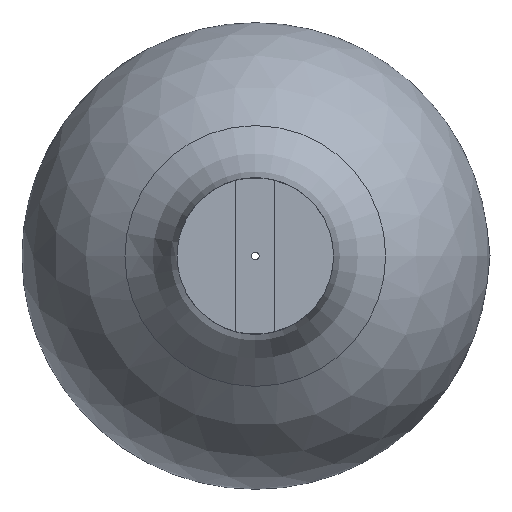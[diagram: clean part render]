
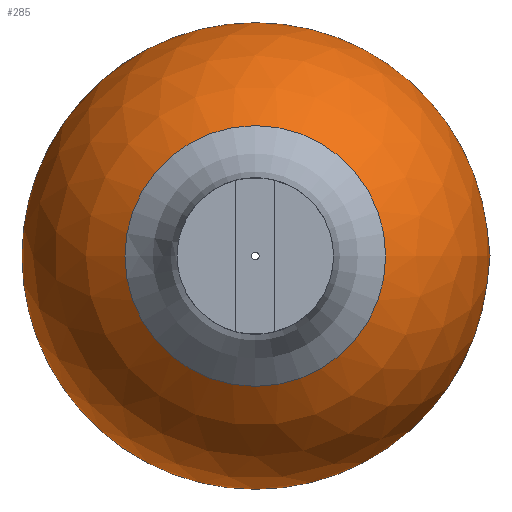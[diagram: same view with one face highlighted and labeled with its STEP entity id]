
A CAD part, front view. The second image highlights one B-rep face of the part: STEP entity #285.
In plain terms, the highlighted spherical face has radius 30 mm.
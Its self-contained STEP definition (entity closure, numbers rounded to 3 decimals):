
#15=SPHERICAL_SURFACE('',#325,30.);
#70=FACE_OUTER_BOUND('',#90,.T.);
#90=EDGE_LOOP('',(#250,#251,#252,#253,#254,#255));
#104=CIRCLE('',#322,16.667);
#105=CIRCLE('',#323,16.667);
#107=CIRCLE('',#326,16.667);
#108=CIRCLE('',#327,30.);
#109=CIRCLE('',#328,16.667);
#145=VERTEX_POINT('',#826);
#146=VERTEX_POINT('',#827);
#147=VERTEX_POINT('',#832);
#148=VERTEX_POINT('',#833);
#181=EDGE_CURVE('',#145,#146,#104,.T.);
#182=EDGE_CURVE('',#146,#145,#105,.T.);
#184=EDGE_CURVE('',#147,#148,#107,.T.);
#185=EDGE_CURVE('',#147,#145,#108,.T.);
#186=EDGE_CURVE('',#148,#147,#109,.T.);
#250=ORIENTED_EDGE('',*,*,#184,.F.);
#251=ORIENTED_EDGE('',*,*,#185,.T.);
#252=ORIENTED_EDGE('',*,*,#181,.T.);
#253=ORIENTED_EDGE('',*,*,#182,.T.);
#254=ORIENTED_EDGE('',*,*,#185,.F.);
#255=ORIENTED_EDGE('',*,*,#186,.F.);
#285=ADVANCED_FACE('',(#70),#15,.T.);
#322=AXIS2_PLACEMENT_3D('',#828,#384,#385);
#323=AXIS2_PLACEMENT_3D('',#829,#386,#387);
#325=AXIS2_PLACEMENT_3D('',#831,#390,#391);
#326=AXIS2_PLACEMENT_3D('',#834,#392,#393);
#327=AXIS2_PLACEMENT_3D('',#835,#394,#395);
#328=AXIS2_PLACEMENT_3D('',#836,#396,#397);
#384=DIRECTION('center_axis',(0.,-1.,0.));
#385=DIRECTION('ref_axis',(1.,0.,0.));
#386=DIRECTION('center_axis',(0.,-1.,0.));
#387=DIRECTION('ref_axis',(1.,0.,0.));
#390=DIRECTION('center_axis',(0.,-1.,0.));
#391=DIRECTION('ref_axis',(-1.,0.,0.));
#392=DIRECTION('center_axis',(0.,-1.,0.));
#393=DIRECTION('ref_axis',(1.,0.,0.));
#394=DIRECTION('center_axis',(0.,0.,
1.));
#395=DIRECTION('ref_axis',(1.,0.,0.));
#396=DIRECTION('center_axis',(0.,-1.,0.));
#397=DIRECTION('ref_axis',(1.,0.,0.));
#826=CARTESIAN_POINT('',(16.667,24.944,0.));
#827=CARTESIAN_POINT('',(-16.667,24.944,0.));
#828=CARTESIAN_POINT('Origin',(0.,24.944,0.));
#829=CARTESIAN_POINT('Origin',(0.,24.944,0.));
#831=CARTESIAN_POINT('Origin',(0.,0.,0.));
#832=CARTESIAN_POINT('',(16.667,-24.944,0.));
#833=CARTESIAN_POINT('',(-16.667,-24.944,0.));
#834=CARTESIAN_POINT('Origin',(0.,-24.944,0.));
#835=CARTESIAN_POINT('Origin',(0.,0.,0.));
#836=CARTESIAN_POINT('Origin',(0.,-24.944,0.));
